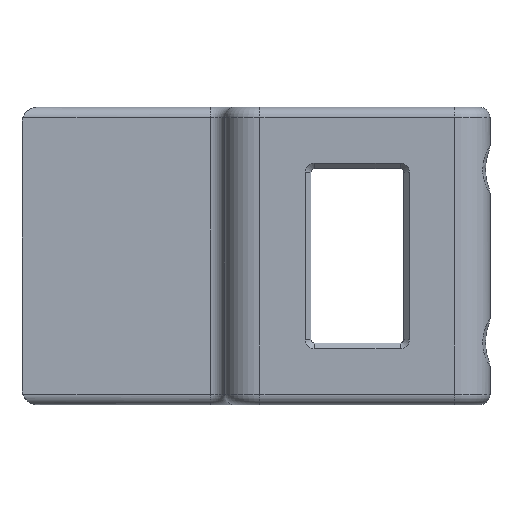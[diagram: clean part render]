
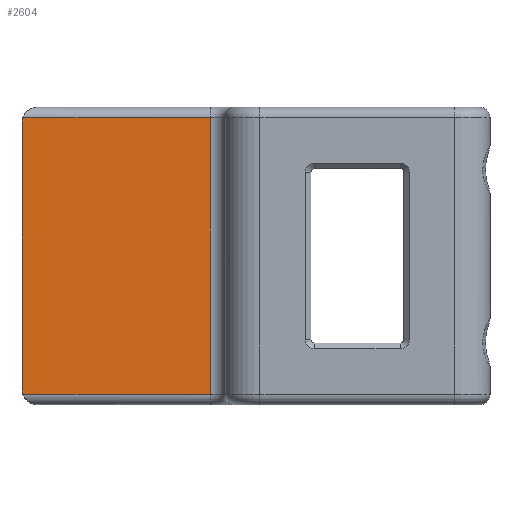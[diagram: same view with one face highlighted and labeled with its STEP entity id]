
A CAD part, top view. The second image highlights one B-rep face of the part: STEP entity #2604.
In plain terms, the highlighted planar face has unit normal (0, 0, 1).
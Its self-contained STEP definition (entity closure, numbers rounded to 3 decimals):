
#159=PLANE('',#2803);
#355=VECTOR('',#3283,1.);
#356=VECTOR('',#3286,1.);
#357=VECTOR('',#3287,1.);
#358=VECTOR('',#3288,1.);
#608=LINE('',#4293,#355);
#609=LINE('',#4297,#356);
#610=LINE('',#4299,#357);
#611=LINE('',#4301,#358);
#878=VERTEX_POINT('',#4271);
#879=VERTEX_POINT('',#4272);
#881=VERTEX_POINT('',#4294);
#882=VERTEX_POINT('',#4296);
#883=VERTEX_POINT('',#4298);
#884=VERTEX_POINT('',#4300);
#1018=CIRCLE('',#2802,2.2);
#1019=CIRCLE('',#2804,2.2);
#1298=EDGE_CURVE('',#878,#879,#1018,.T.);
#1302=EDGE_CURVE('',#881,#878,#608,.T.);
#1303=EDGE_CURVE('',#882,#881,#1019,.T.);
#1304=EDGE_CURVE('',#883,#882,#609,.T.);
#1305=EDGE_CURVE('',#884,#883,#610,.T.);
#1306=EDGE_CURVE('',#879,#884,#611,.T.);
#1865=ORIENTED_EDGE('',*,*,#1298,.F.);
#1866=ORIENTED_EDGE('',*,*,#1302,.F.);
#1867=ORIENTED_EDGE('',*,*,#1303,.F.);
#1868=ORIENTED_EDGE('',*,*,#1304,.F.);
#1869=ORIENTED_EDGE('',*,*,#1305,.F.);
#1870=ORIENTED_EDGE('',*,*,#1306,.F.);
#2294=EDGE_LOOP('',(#1865,#1866,#1867,#1868,#1869,#1870));
#2454=FACE_BOUND('',#2294,.T.);
#2604=ADVANCED_FACE('',(#2454),#159,.T.);
#2802=AXIS2_PLACEMENT_3D('',#4270,#3278,#3279);
#2803=AXIS2_PLACEMENT_3D('',#4292,#3282,$);
#2804=AXIS2_PLACEMENT_3D('',#4295,#3284,#3285);
#3278=DIRECTION('',(0.,0.,-1.));
#3279=DIRECTION('',(-1.556,1.556,0.));
#3282=DIRECTION('',(0.,0.,1.));
#3283=DIRECTION('',(0.,1.,0.));
#3284=DIRECTION('',(0.,0.,-1.));
#3285=DIRECTION('',(-1.556,-1.556,0.));
#3286=DIRECTION('',(-1.,0.,0.));
#3287=DIRECTION('',(0.,-1.,0.));
#3288=DIRECTION('',(1.,0.,0.));
#4270=CARTESIAN_POINT('',(2.2,-2.2,2.));
#4271=CARTESIAN_POINT('',(0.,-2.2,2.));
#4272=CARTESIAN_POINT('',(0.114,-1.5,2.));
#4292=CARTESIAN_POINT('',(33.,-20.975,2.));
#4293=CARTESIAN_POINT('',(0.,0.,2.));
#4294=CARTESIAN_POINT('',(0.,-39.75,2.));
#4295=CARTESIAN_POINT('',(2.2,-39.75,2.));
#4296=CARTESIAN_POINT('',(0.114,-40.45,2.));
#4297=CARTESIAN_POINT('',(33.,-40.45,2.));
#4298=CARTESIAN_POINT('',(26.58,-40.45,2.));
#4299=CARTESIAN_POINT('',(26.58,-20.975,2.));
#4300=CARTESIAN_POINT('',(26.58,-1.5,2.));
#4301=CARTESIAN_POINT('',(33.,-1.5,2.));
